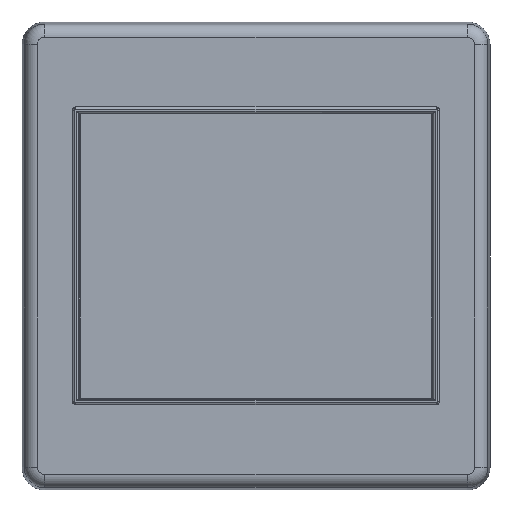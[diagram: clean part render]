
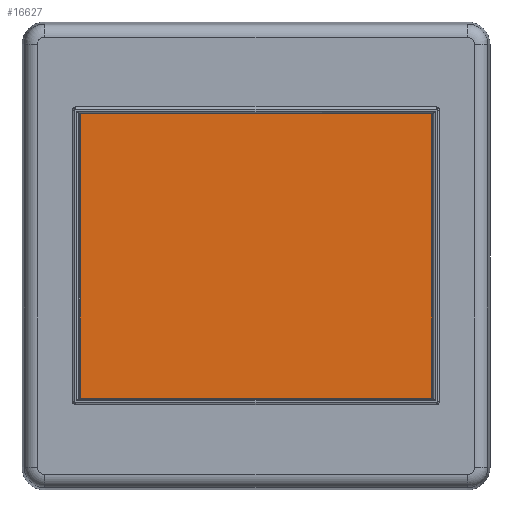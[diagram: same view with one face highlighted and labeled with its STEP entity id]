
A CAD part, top view. The second image highlights one B-rep face of the part: STEP entity #16627.
In plain terms, the highlighted planar face has unit normal (0, 0, 1).
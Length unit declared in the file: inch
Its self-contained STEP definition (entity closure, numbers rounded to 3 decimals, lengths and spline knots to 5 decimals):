
#3369 = ORIENTED_EDGE ( 'NONE', *, *, #42168, .F. ) ;
#7191 = EDGE_CURVE ( 'NONE', #19543, #34061, #48718, .T. ) ;
#10334 = VECTOR ( 'NONE', #41363, 39.37008 ) ;
#15123 = ORIENTED_EDGE ( 'NONE', *, *, #58685, .F. ) ;
#16569 = CARTESIAN_POINT ( 'NONE',  ( 1.6063, -1.29811, 0.83744 ) ) ;
#16627 = ADVANCED_FACE ( 'NONE', ( #37076 ), #48175, .F. ) ;
#19543 = VERTEX_POINT ( 'NONE', #61990 ) ;
#20045 = VERTEX_POINT ( 'NONE', #40452 ) ;
#20943 = EDGE_LOOP ( 'NONE', ( #24957, #3369, #15123, #59109 ) ) ;
#23417 = CARTESIAN_POINT ( 'NONE',  ( -1.6052, -1.29811, 0.83744 ) ) ;
#24957 = ORIENTED_EDGE ( 'NONE', *, *, #7191, .F. ) ;
#25441 = CARTESIAN_POINT ( 'NONE',  ( 1.6052, -1.29921, 0.83744 ) ) ;
#31676 = LINE ( 'NONE', #55321, #66805 ) ;
#34061 = VERTEX_POINT ( 'NONE', #23417 ) ;
#37076 = FACE_OUTER_BOUND ( 'NONE', #20943, .T. ) ;
#37920 = AXIS2_PLACEMENT_3D ( 'NONE', #64077, #64454, #54092 ) ;
#40160 = VECTOR ( 'NONE', #41867, 39.37008 ) ;
#40452 = CARTESIAN_POINT ( 'NONE',  ( 1.6052, 1.29811, 0.83744 ) ) ;
#41363 = DIRECTION ( 'NONE',  ( 0., -1., 0. ) ) ;
#41867 = DIRECTION ( 'NONE',  ( 0., 1., 0. ) ) ;
#42168 = EDGE_CURVE ( 'NONE', #20045, #19543, #53160, .T. ) ;
#45086 = VECTOR ( 'NONE', #66467, 39.37008 ) ;
#45570 = EDGE_CURVE ( 'NONE', #34061, #66160, #57780, .T. ) ;
#48175 = PLANE ( 'NONE',  #37920 ) ;
#48718 = LINE ( 'NONE', #16569, #45086 ) ;
#53160 = LINE ( 'NONE', #25441, #10334 ) ;
#53841 = DIRECTION ( 'NONE',  ( 1., 0., 0. ) ) ;
#54092 = DIRECTION ( 'NONE',  ( -1., 0., 0. ) ) ;
#55321 = CARTESIAN_POINT ( 'NONE',  ( 1.6063, 1.29811, 0.83744 ) ) ;
#57077 = CARTESIAN_POINT ( 'NONE',  ( -1.6052, 1.29811, 0.83744 ) ) ;
#57780 = LINE ( 'NONE', #69946, #40160 ) ;
#58685 = EDGE_CURVE ( 'NONE', #66160, #20045, #31676, .T. ) ;
#59109 = ORIENTED_EDGE ( 'NONE', *, *, #45570, .F. ) ;
#61990 = CARTESIAN_POINT ( 'NONE',  ( 1.6052, -1.29811, 0.83744 ) ) ;
#64077 = CARTESIAN_POINT ( 'NONE',  ( 0., 0., 0.83744 ) ) ;
#64454 = DIRECTION ( 'NONE',  ( 0., 0., -1. ) ) ;
#66160 = VERTEX_POINT ( 'NONE', #57077 ) ;
#66467 = DIRECTION ( 'NONE',  ( -1., 0., 0. ) ) ;
#66805 = VECTOR ( 'NONE', #53841, 39.37008 ) ;
#69946 = CARTESIAN_POINT ( 'NONE',  ( -1.6052, -1.29921, 0.83744 ) ) ;
